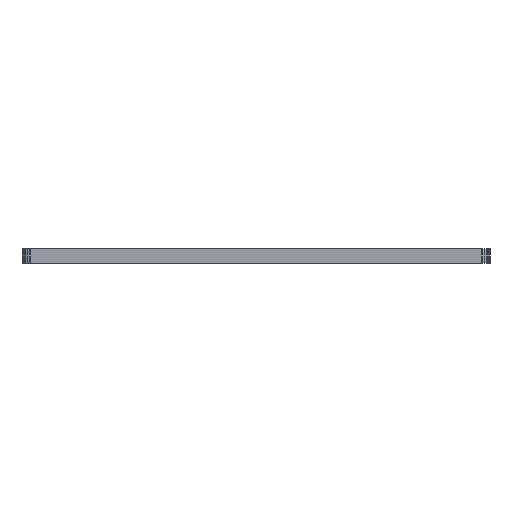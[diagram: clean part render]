
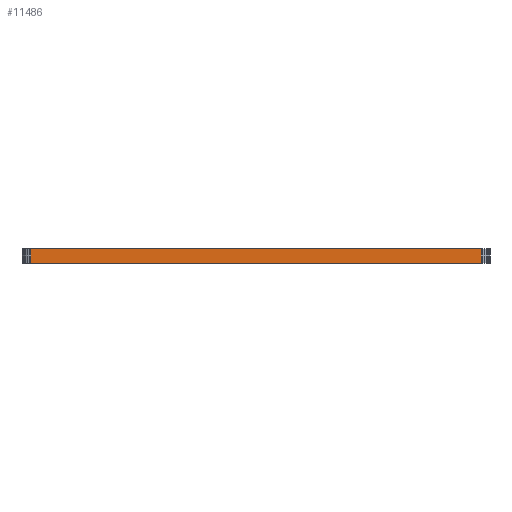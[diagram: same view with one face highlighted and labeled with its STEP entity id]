
A CAD part, left-side view. The second image highlights one B-rep face of the part: STEP entity #11486.
In plain terms, the highlighted planar face has unit normal (-1, 0, 0).
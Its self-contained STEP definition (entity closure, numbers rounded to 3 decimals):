
#90 = PLANE('',#91);
#91 = AXIS2_PLACEMENT_3D('',#92,#93,#94);
#92 = CARTESIAN_POINT('',(154.218,-105.115,1.6));
#93 = DIRECTION('',(-0.,-0.,-1.));
#94 = DIRECTION('',(-1.,0.,0.));
#144 = PLANE('',#145);
#145 = AXIS2_PLACEMENT_3D('',#146,#147,#148);
#146 = CARTESIAN_POINT('',(154.218,-105.115,0.));
#147 = DIRECTION('',(-0.,-0.,-1.));
#148 = DIRECTION('',(-1.,0.,0.));
#841 = VERTEX_POINT('',#842);
#842 = CARTESIAN_POINT('',(126.911,-130.674,0.));
#856 = PLANE('',#857);
#857 = AXIS2_PLACEMENT_3D('',#858,#859,#860);
#858 = CARTESIAN_POINT('',(126.93,-130.869,0.));
#859 = DIRECTION('',(-0.995,-0.098,0.));
#860 = DIRECTION('',(-0.098,0.995,0.));
#868 = EDGE_CURVE('',#841,#869,#871,.T.);
#869 = VERTEX_POINT('',#870);
#870 = CARTESIAN_POINT('',(126.911,-79.334,0.));
#871 = SURFACE_CURVE('',#872,(#876,#883),.PCURVE_S1.);
#872 = LINE('',#873,#874);
#873 = CARTESIAN_POINT('',(126.911,-130.674,0.));
#874 = VECTOR('',#875,1.);
#875 = DIRECTION('',(0.,1.,0.));
#876 = PCURVE('',#144,#877);
#877 = DEFINITIONAL_REPRESENTATION('',(#878),#882);
#878 = LINE('',#879,#880);
#879 = CARTESIAN_POINT('',(27.307,-25.559));
#880 = VECTOR('',#881,1.);
#881 = DIRECTION('',(0.,1.));
#882 = ( GEOMETRIC_REPRESENTATION_CONTEXT(2) 
PARAMETRIC_REPRESENTATION_CONTEXT() REPRESENTATION_CONTEXT('2D SPACE',''
  ) );
#883 = PCURVE('',#884,#889);
#884 = PLANE('',#885);
#885 = AXIS2_PLACEMENT_3D('',#886,#887,#888);
#886 = CARTESIAN_POINT('',(126.911,-130.674,0.));
#887 = DIRECTION('',(-1.,0.,0.));
#888 = DIRECTION('',(0.,1.,0.));
#889 = DEFINITIONAL_REPRESENTATION('',(#890),#894);
#890 = LINE('',#891,#892);
#891 = CARTESIAN_POINT('',(0.,0.));
#892 = VECTOR('',#893,1.);
#893 = DIRECTION('',(1.,0.));
#894 = ( GEOMETRIC_REPRESENTATION_CONTEXT(2) 
PARAMETRIC_REPRESENTATION_CONTEXT() REPRESENTATION_CONTEXT('2D SPACE',''
  ) );
#912 = PLANE('',#913);
#913 = AXIS2_PLACEMENT_3D('',#914,#915,#916);
#914 = CARTESIAN_POINT('',(126.911,-79.334,0.));
#915 = DIRECTION('',(-0.995,0.098,0.));
#916 = DIRECTION('',(0.098,0.995,0.));
#6520 = VERTEX_POINT('',#6521);
#6521 = CARTESIAN_POINT('',(126.911,-130.674,1.6));
#6542 = EDGE_CURVE('',#6520,#6543,#6545,.T.);
#6543 = VERTEX_POINT('',#6544);
#6544 = CARTESIAN_POINT('',(126.911,-79.334,1.6));
#6545 = SURFACE_CURVE('',#6546,(#6550,#6557),.PCURVE_S1.);
#6546 = LINE('',#6547,#6548);
#6547 = CARTESIAN_POINT('',(126.911,-130.674,1.6));
#6548 = VECTOR('',#6549,1.);
#6549 = DIRECTION('',(0.,1.,0.));
#6550 = PCURVE('',#90,#6551);
#6551 = DEFINITIONAL_REPRESENTATION('',(#6552),#6556);
#6552 = LINE('',#6553,#6554);
#6553 = CARTESIAN_POINT('',(27.307,-25.559));
#6554 = VECTOR('',#6555,1.);
#6555 = DIRECTION('',(0.,1.));
#6556 = ( GEOMETRIC_REPRESENTATION_CONTEXT(2) 
PARAMETRIC_REPRESENTATION_CONTEXT() REPRESENTATION_CONTEXT('2D SPACE',''
  ) );
#6557 = PCURVE('',#884,#6558);
#6558 = DEFINITIONAL_REPRESENTATION('',(#6559),#6563);
#6559 = LINE('',#6560,#6561);
#6560 = CARTESIAN_POINT('',(0.,-1.6));
#6561 = VECTOR('',#6562,1.);
#6562 = DIRECTION('',(1.,0.));
#6563 = ( GEOMETRIC_REPRESENTATION_CONTEXT(2) 
PARAMETRIC_REPRESENTATION_CONTEXT() REPRESENTATION_CONTEXT('2D SPACE',''
  ) );
#11436 = EDGE_CURVE('',#869,#6543,#11437,.T.);
#11437 = SURFACE_CURVE('',#11438,(#11442,#11449),.PCURVE_S1.);
#11438 = LINE('',#11439,#11440);
#11439 = CARTESIAN_POINT('',(126.911,-79.334,0.));
#11440 = VECTOR('',#11441,1.);
#11441 = DIRECTION('',(0.,0.,1.));
#11442 = PCURVE('',#912,#11443);
#11443 = DEFINITIONAL_REPRESENTATION('',(#11444),#11448);
#11444 = LINE('',#11445,#11446);
#11445 = CARTESIAN_POINT('',(0.,0.));
#11446 = VECTOR('',#11447,1.);
#11447 = DIRECTION('',(0.,-1.));
#11448 = ( GEOMETRIC_REPRESENTATION_CONTEXT(2) 
PARAMETRIC_REPRESENTATION_CONTEXT() REPRESENTATION_CONTEXT('2D SPACE',''
  ) );
#11449 = PCURVE('',#884,#11450);
#11450 = DEFINITIONAL_REPRESENTATION('',(#11451),#11455);
#11451 = LINE('',#11452,#11453);
#11452 = CARTESIAN_POINT('',(51.34,0.));
#11453 = VECTOR('',#11454,1.);
#11454 = DIRECTION('',(0.,-1.));
#11455 = ( GEOMETRIC_REPRESENTATION_CONTEXT(2) 
PARAMETRIC_REPRESENTATION_CONTEXT() REPRESENTATION_CONTEXT('2D SPACE',''
  ) );
#11486 = ADVANCED_FACE('',(#11487),#884,.T.);
#11487 = FACE_BOUND('',#11488,.T.);
#11488 = EDGE_LOOP('',(#11489,#11510,#11511,#11512));
#11489 = ORIENTED_EDGE('',*,*,#11490,.T.);
#11490 = EDGE_CURVE('',#841,#6520,#11491,.T.);
#11491 = SURFACE_CURVE('',#11492,(#11496,#11503),.PCURVE_S1.);
#11492 = LINE('',#11493,#11494);
#11493 = CARTESIAN_POINT('',(126.911,-130.674,0.));
#11494 = VECTOR('',#11495,1.);
#11495 = DIRECTION('',(0.,0.,1.));
#11496 = PCURVE('',#884,#11497);
#11497 = DEFINITIONAL_REPRESENTATION('',(#11498),#11502);
#11498 = LINE('',#11499,#11500);
#11499 = CARTESIAN_POINT('',(0.,0.));
#11500 = VECTOR('',#11501,1.);
#11501 = DIRECTION('',(0.,-1.));
#11502 = ( GEOMETRIC_REPRESENTATION_CONTEXT(2) 
PARAMETRIC_REPRESENTATION_CONTEXT() REPRESENTATION_CONTEXT('2D SPACE',''
  ) );
#11503 = PCURVE('',#856,#11504);
#11504 = DEFINITIONAL_REPRESENTATION('',(#11505),#11509);
#11505 = LINE('',#11506,#11507);
#11506 = CARTESIAN_POINT('',(0.196,0.));
#11507 = VECTOR('',#11508,1.);
#11508 = DIRECTION('',(0.,-1.));
#11509 = ( GEOMETRIC_REPRESENTATION_CONTEXT(2) 
PARAMETRIC_REPRESENTATION_CONTEXT() REPRESENTATION_CONTEXT('2D SPACE',''
  ) );
#11510 = ORIENTED_EDGE('',*,*,#6542,.T.);
#11511 = ORIENTED_EDGE('',*,*,#11436,.F.);
#11512 = ORIENTED_EDGE('',*,*,#868,.F.);
